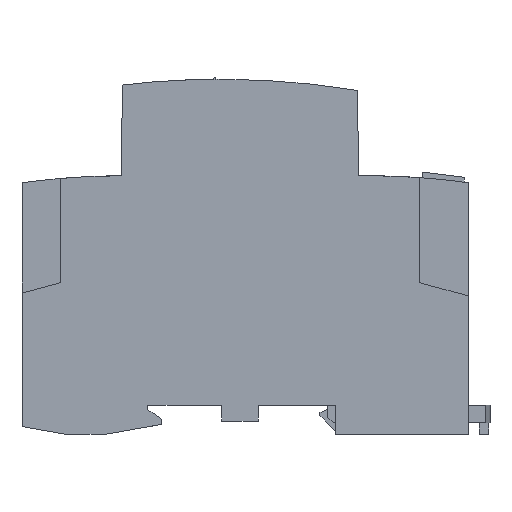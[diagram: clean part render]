
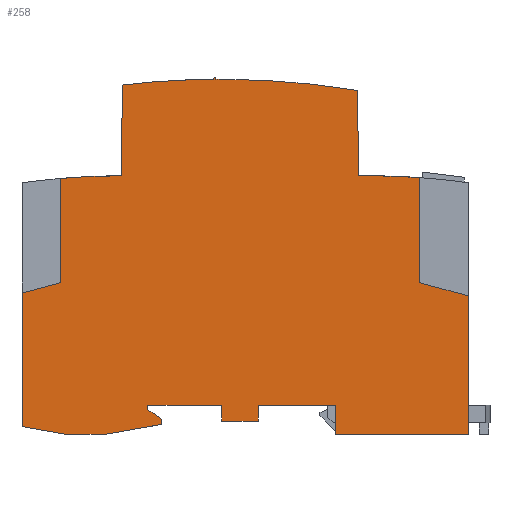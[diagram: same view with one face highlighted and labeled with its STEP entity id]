
A CAD part, left-side view. The second image highlights one B-rep face of the part: STEP entity #258.
In plain terms, the highlighted planar face has unit normal (-1, 0, 0).
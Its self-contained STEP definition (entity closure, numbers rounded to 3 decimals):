
#258=ADVANCED_FACE('',(#660),#661,.F.);
#660=FACE_OUTER_BOUND('',#1483,.T.);
#661=PLANE('',#1484);
#1483=EDGE_LOOP('',(#2328,#2329,#2330,#2331,#2332,#2333,#2334,#2335,#2336,#2337,#2338,#2339,#2340,#2341,#2342,#2343,#2344,#2345,#2346,#2347,#2348,#2349,#2350,#2351,#2352,#2353,#2354,#2355,#2356,#2357,#2358));
#1484=AXIS2_PLACEMENT_3D('',#2359,#2360,#2361);
#2328=ORIENTED_EDGE('',*,*,#5603,.F.);
#2329=ORIENTED_EDGE('',*,*,#5607,.F.);
#2330=ORIENTED_EDGE('',*,*,#5608,.F.);
#2331=ORIENTED_EDGE('',*,*,#5599,.F.);
#2332=ORIENTED_EDGE('',*,*,#5609,.F.);
#2333=ORIENTED_EDGE('',*,*,#5610,.F.);
#2334=ORIENTED_EDGE('',*,*,#5591,.F.);
#2335=ORIENTED_EDGE('',*,*,#5611,.F.);
#2336=ORIENTED_EDGE('',*,*,#5595,.F.);
#2337=ORIENTED_EDGE('',*,*,#5612,.F.);
#2338=ORIENTED_EDGE('',*,*,#5613,.F.);
#2339=ORIENTED_EDGE('',*,*,#5614,.F.);
#2340=ORIENTED_EDGE('',*,*,#5615,.F.);
#2341=ORIENTED_EDGE('',*,*,#5616,.F.);
#2342=ORIENTED_EDGE('',*,*,#5617,.F.);
#2343=ORIENTED_EDGE('',*,*,#5618,.F.);
#2344=ORIENTED_EDGE('',*,*,#5619,.F.);
#2345=ORIENTED_EDGE('',*,*,#5620,.F.);
#2346=ORIENTED_EDGE('',*,*,#5621,.F.);
#2347=ORIENTED_EDGE('',*,*,#5622,.F.);
#2348=ORIENTED_EDGE('',*,*,#5623,.F.);
#2349=ORIENTED_EDGE('',*,*,#5624,.F.);
#2350=ORIENTED_EDGE('',*,*,#5625,.F.);
#2351=ORIENTED_EDGE('',*,*,#5626,.F.);
#2352=ORIENTED_EDGE('',*,*,#5627,.F.);
#2353=ORIENTED_EDGE('',*,*,#5628,.F.);
#2354=ORIENTED_EDGE('',*,*,#5629,.F.);
#2355=ORIENTED_EDGE('',*,*,#5630,.F.);
#2356=ORIENTED_EDGE('',*,*,#5631,.T.);
#2357=ORIENTED_EDGE('',*,*,#5632,.F.);
#2358=ORIENTED_EDGE('',*,*,#5633,.F.);
#2359=CARTESIAN_POINT('',(-18.1,44.4,-33.973));
#2360=DIRECTION('',(1.0,0.0,0.0));
#2361=DIRECTION('',(0.0,1.0,0.0));
#5591=EDGE_CURVE('',#6640,#6636,#6642,.T.);
#5595=EDGE_CURVE('',#6648,#6650,#6651,.T.);
#5599=EDGE_CURVE('',#6656,#6644,#6658,.T.);
#5603=EDGE_CURVE('',#6664,#6666,#6667,.T.);
#5607=EDGE_CURVE('',#6673,#6664,#6674,.T.);
#5608=EDGE_CURVE('',#6644,#6673,#6675,.T.);
#5609=EDGE_CURVE('',#6676,#6656,#6677,.T.);
#5610=EDGE_CURVE('',#6636,#6676,#6678,.T.);
#5611=EDGE_CURVE('',#6650,#6640,#6679,.T.);
#5612=EDGE_CURVE('',#6680,#6648,#6681,.T.);
#5613=EDGE_CURVE('',#6682,#6680,#6683,.T.);
#5614=EDGE_CURVE('',#6684,#6682,#6685,.T.);
#5615=EDGE_CURVE('',#6686,#6684,#6687,.T.);
#5616=EDGE_CURVE('',#6688,#6686,#6689,.T.);
#5617=EDGE_CURVE('',#6690,#6688,#6691,.T.);
#5618=EDGE_CURVE('',#6692,#6690,#6693,.T.);
#5619=EDGE_CURVE('',#6694,#6692,#6695,.T.);
#5620=EDGE_CURVE('',#6696,#6694,#6697,.T.);
#5621=EDGE_CURVE('',#6698,#6696,#6699,.T.);
#5622=EDGE_CURVE('',#6700,#6698,#6701,.T.);
#5623=EDGE_CURVE('',#6702,#6700,#6703,.T.);
#5624=EDGE_CURVE('',#6704,#6702,#6705,.T.);
#5625=EDGE_CURVE('',#6706,#6704,#6707,.T.);
#5626=EDGE_CURVE('',#6708,#6706,#6709,.T.);
#5627=EDGE_CURVE('',#6710,#6708,#6711,.T.);
#5628=EDGE_CURVE('',#6712,#6710,#6713,.T.);
#5629=EDGE_CURVE('',#6714,#6712,#6715,.T.);
#5630=EDGE_CURVE('',#6716,#6714,#6717,.T.);
#5631=EDGE_CURVE('',#6716,#6718,#6719,.T.);
#5632=EDGE_CURVE('',#6720,#6718,#6721,.T.);
#5633=EDGE_CURVE('',#6666,#6720,#6722,.T.);
#6636=VERTEX_POINT('',#8381);
#6640=VERTEX_POINT('',#8386);
#6642=CIRCLE('',#8389,0.2);
#6644=VERTEX_POINT('',#8391);
#6648=VERTEX_POINT('',#8396);
#6650=VERTEX_POINT('',#8399);
#6651=CIRCLE('',#8400,160.0);
#6656=VERTEX_POINT('',#8406);
#6658=CIRCLE('',#8409,160.0);
#6664=VERTEX_POINT('',#8416);
#6666=VERTEX_POINT('',#8419);
#6667=CIRCLE('',#8420,135.1);
#6673=VERTEX_POINT('',#8455);
#6674=LINE('',#8456,#8457);
#6675=CIRCLE('',#8458,160.0);
#6676=VERTEX_POINT('',#8459);
#6677=LINE('',#8460,#8461);
#6678=CIRCLE('',#8462,0.2);
#6679=LINE('',#8463,#8464);
#6680=VERTEX_POINT('',#8465);
#6681=LINE('',#8466,#8467);
#6682=VERTEX_POINT('',#8468);
#6683=CIRCLE('',#8469,135.1);
#6684=VERTEX_POINT('',#8470);
#6685=LINE('',#8471,#8472);
#6686=VERTEX_POINT('',#8473);
#6687=LINE('',#8474,#8475);
#6688=VERTEX_POINT('',#8476);
#6689=LINE('',#8477,#8478);
#6690=VERTEX_POINT('',#8479);
#6691=LINE('',#8480,#8481);
#6692=VERTEX_POINT('',#8482);
#6693=LINE('',#8483,#8484);
#6694=VERTEX_POINT('',#8485);
#6695=LINE('',#8486,#8487);
#6696=VERTEX_POINT('',#8488);
#6697=LINE('',#8489,#8490);
#6698=VERTEX_POINT('',#8491);
#6699=LINE('',#8492,#8493);
#6700=VERTEX_POINT('',#8494);
#6701=LINE('',#8495,#8496);
#6702=VERTEX_POINT('',#8497);
#6703=LINE('',#8498,#8499);
#6704=VERTEX_POINT('',#8500);
#6705=LINE('',#8501,#8502);
#6706=VERTEX_POINT('',#8503);
#6707=LINE('',#8504,#8505);
#6708=VERTEX_POINT('',#8506);
#6709=LINE('',#8507,#8508);
#6710=VERTEX_POINT('',#8509);
#6711=LINE('',#8510,#8511);
#6712=VERTEX_POINT('',#8512);
#6713=LINE('',#8513,#8514);
#6714=VERTEX_POINT('',#8515);
#6715=LINE('',#8516,#8517);
#6716=VERTEX_POINT('',#8518);
#6717=LINE('',#8519,#8520);
#6718=VERTEX_POINT('',#8521);
#6719=LINE('',#8522,#8523);
#6720=VERTEX_POINT('',#8524);
#6721=LINE('',#8525,#8526);
#6722=CIRCLE('',#8527,135.1);
#8381=CARTESIAN_POINT('',(-18.1,50.2,0.046));
#8386=CARTESIAN_POINT('',(-18.1,50.4,-0.154));
#8389=AXIS2_PLACEMENT_3D('',#11355,#11356,#11357);
#8391=CARTESIAN_POINT('',(-18.1,49.05,-0.248));
#8396=CARTESIAN_POINT('',(-18.1,67.749,-1.345));
#8399=CARTESIAN_POINT('',(-18.1,50.4,-0.254));
#8400=AXIS2_PLACEMENT_3D('',#11363,#11364,#11365);
#8406=CARTESIAN_POINT('',(-18.1,50.0,-0.251));
#8409=AXIS2_PLACEMENT_3D('',#11371,#11372,#11373);
#8416=CARTESIAN_POINT('',(-18.1,22.9,-18.613));
#8419=CARTESIAN_POINT('',(-18.1,20.9,-18.598));
#8420=AXIS2_PLACEMENT_3D('',#11379,#11380,#11381);
#8455=CARTESIAN_POINT('',(-18.1,23.042,-2.376));
#8456=CARTESIAN_POINT('',(-18.1,23.042,-2.376));
#8457=VECTOR('',#11383,16.237);
#8458=AXIS2_PLACEMENT_3D('',#11384,#11385,#11386);
#8459=CARTESIAN_POINT('',(-18.1,50.0,-0.154));
#8460=CARTESIAN_POINT('',(-18.1,50.0,-0.154));
#8461=VECTOR('',#11387,0.097);
#8462=AXIS2_PLACEMENT_3D('',#11388,#11389,#11390);
#8463=CARTESIAN_POINT('',(-18.1,50.4,-0.254));
#8464=VECTOR('',#11391,0.1);
#8465=CARTESIAN_POINT('',(-18.1,67.9,-18.598));
#8466=CARTESIAN_POINT('',(-18.1,67.9,-18.598));
#8467=VECTOR('',#11392,17.254);
#8468=CARTESIAN_POINT('',(-18.1,79.5,-19.097));
#8469=AXIS2_PLACEMENT_3D('',#11393,#11394,#11395);
#8470=CARTESIAN_POINT('',(-18.1,79.5,-38.902));
#8471=CARTESIAN_POINT('',(-18.1,79.5,-38.902));
#8472=VECTOR('',#11396,19.805);
#8473=CARTESIAN_POINT('',(-18.1,86.8,-40.858));
#8474=CARTESIAN_POINT('',(-18.1,86.8,-40.858));
#8475=VECTOR('',#11397,7.558);
#8476=CARTESIAN_POINT('',(-18.1,86.8,-66.235));
#8477=CARTESIAN_POINT('',(-18.1,86.8,-66.235));
#8478=VECTOR('',#11398,25.377);
#8479=CARTESIAN_POINT('',(-18.1,78.5,-67.698));
#8480=CARTESIAN_POINT('',(-18.1,78.5,-67.698));
#8481=VECTOR('',#11399,8.428);
#8482=CARTESIAN_POINT('',(-18.1,71.,-67.698));
#8483=CARTESIAN_POINT('',(-18.1,71.,-67.698));
#8484=VECTOR('',#11400,7.5);
#8485=CARTESIAN_POINT('',(-18.1,60.3,-65.812));
#8486=CARTESIAN_POINT('',(-18.1,60.3,-65.812));
#8487=VECTOR('',#11401,10.865);
#8488=CARTESIAN_POINT('',(-18.1,60.3,-64.819));
#8489=CARTESIAN_POINT('',(-18.1,60.3,-64.819));
#8490=VECTOR('',#11402,0.993);
#8491=CARTESIAN_POINT('',(-18.1,62.9,-62.998));
#8492=CARTESIAN_POINT('',(-18.1,62.9,-62.998));
#8493=VECTOR('',#11403,3.174);
#8494=CARTESIAN_POINT('',(-18.1,62.9,-62.198));
#8495=CARTESIAN_POINT('',(-18.1,62.9,-62.198));
#8496=VECTOR('',#11404,0.8);
#8497=CARTESIAN_POINT('',(-18.1,48.9,-62.198));
#8498=CARTESIAN_POINT('',(-18.1,48.9,-62.198));
#8499=VECTOR('',#11405,14.0);
#8500=CARTESIAN_POINT('',(-18.1,48.9,-65.198));
#8501=CARTESIAN_POINT('',(-18.1,48.9,-65.198));
#8502=VECTOR('',#11406,3.0);
#8503=CARTESIAN_POINT('',(-18.1,41.9,-65.198));
#8504=CARTESIAN_POINT('',(-18.1,41.9,-65.198));
#8505=VECTOR('',#11407,7.0);
#8506=CARTESIAN_POINT('',(-18.1,41.9,-62.198));
#8507=CARTESIAN_POINT('',(-18.1,41.9,-62.198));
#8508=VECTOR('',#11408,3.0);
#8509=CARTESIAN_POINT('',(-18.1,27.2,-62.198));
#8510=CARTESIAN_POINT('',(-18.1,27.2,-62.198));
#8511=VECTOR('',#11409,14.7);
#8512=CARTESIAN_POINT('',(-18.1,27.2,-67.698));
#8513=CARTESIAN_POINT('',(-18.1,27.2,-67.698));
#8514=VECTOR('',#11410,5.5);
#8515=CARTESIAN_POINT('',(-18.1,2.0,-67.698));
#8516=CARTESIAN_POINT('',(-18.1,2.0,-67.698));
#8517=VECTOR('',#11411,25.2);
#8518=CARTESIAN_POINT('',(-18.1,2.0,-41.394));
#8519=CARTESIAN_POINT('',(-18.1,2.0,-41.394));
#8520=VECTOR('',#11412,26.304);
#8521=CARTESIAN_POINT('',(-18.1,11.3,-38.902));
#8522=CARTESIAN_POINT('',(-18.1,2.0,-41.394));
#8523=VECTOR('',#11413,9.628);
#8524=CARTESIAN_POINT('',(-18.1,11.3,-18.94));
#8525=CARTESIAN_POINT('',(-18.1,11.3,-18.94));
#8526=VECTOR('',#11414,19.962);
#8527=AXIS2_PLACEMENT_3D('',#11415,#11416,#11417);
#11355=CARTESIAN_POINT('',(-18.1,50.2,-0.154));
#11356=DIRECTION('',(1.0,0.0,0.0));
#11357=DIRECTION('',(0.0,1.0,0.0));
#11363=CARTESIAN_POINT('',(-18.1,49.05,-160.248));
#11364=DIRECTION('',(1.0,0.0,-0.0));
#11365=DIRECTION('',(0.0,0.117,0.993));
#11371=CARTESIAN_POINT('',(-18.1,49.05,-160.248));
#11372=DIRECTION('',(1.0,0.0,-0.0));
#11373=DIRECTION('',(0.0,0.006,1.));
#11379=CARTESIAN_POINT('',(-18.1,20.9,-153.698));
#11380=DIRECTION('',(1.0,0.0,-0.0));
#11381=DIRECTION('',(0.0,0.015,1.));
#11383=DIRECTION('',(0.0,-0.009,-1.));
#11384=CARTESIAN_POINT('',(-18.1,49.05,-160.248));
#11385=DIRECTION('',(1.0,0.0,-0.0));
#11386=DIRECTION('',(0.0,0.006,1.));
#11387=DIRECTION('',(0.0,0.,-1.0));
#11388=CARTESIAN_POINT('',(-18.1,50.2,-0.154));
#11389=DIRECTION('',(1.0,0.0,0.0));
#11390=DIRECTION('',(0.0,1.0,0.0));
#11391=DIRECTION('',(0.0,0.,1.0));
#11392=DIRECTION('',(0.0,-0.009,1.));
#11393=CARTESIAN_POINT('',(-18.1,67.9,-153.698));
#11394=DIRECTION('',(1.0,0.0,-0.0));
#11395=DIRECTION('',(0.0,0.086,0.996));
#11396=DIRECTION('',(0.0,0.0,1.0));
#11397=DIRECTION('',(0.0,-0.966,0.259));
#11398=DIRECTION('',(0.0,0.0,1.0));
#11399=DIRECTION('',(0.0,0.985,0.174));
#11400=DIRECTION('',(0.0,1.0,0.));
#11401=DIRECTION('',(0.0,0.985,-0.174));
#11402=DIRECTION('',(0.0,0.,-1.0));
#11403=DIRECTION('',(0.0,-0.819,-0.574));
#11404=DIRECTION('',(0.0,0.,-1.0));
#11405=DIRECTION('',(0.0,1.0,0.0));
#11406=DIRECTION('',(0.0,0.,1.0));
#11407=DIRECTION('',(0.0,1.0,0.0));
#11408=DIRECTION('',(0.0,0.0,-1.0));
#11409=DIRECTION('',(0.0,1.0,0.0));
#11410=DIRECTION('',(0.0,0.0,1.0));
#11411=DIRECTION('',(0.0,1.0,0.0));
#11412=DIRECTION('',(0.0,0.0,-1.0));
#11413=DIRECTION('',(0.0,0.966,0.259));
#11414=DIRECTION('',(0.0,0.0,-1.0));
#11415=CARTESIAN_POINT('',(-18.1,20.9,-153.698));
#11416=DIRECTION('',(1.0,0.0,-0.0));
#11417=DIRECTION('',(0.0,0.015,1.));
